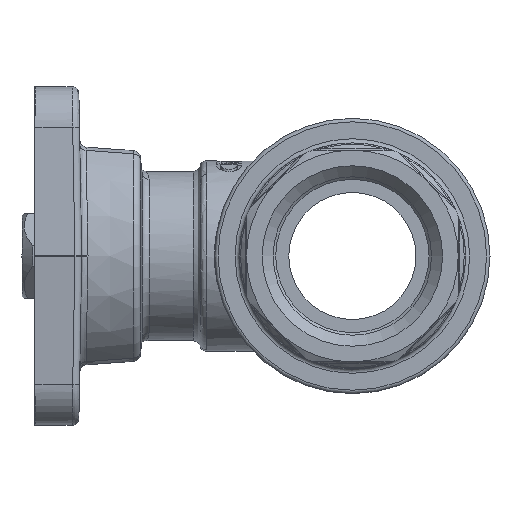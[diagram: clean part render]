
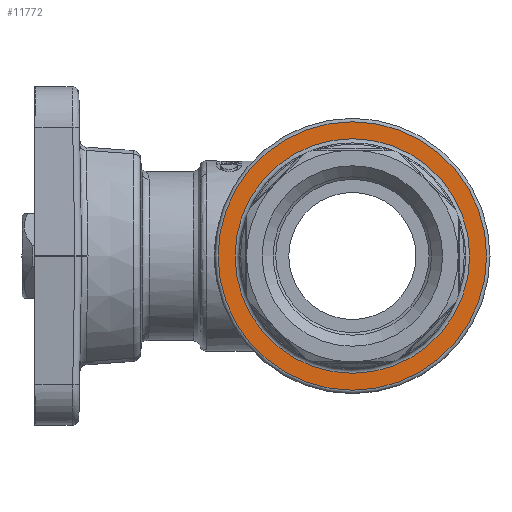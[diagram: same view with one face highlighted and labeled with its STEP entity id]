
A CAD part, left-side view. The second image highlights one B-rep face of the part: STEP entity #11772.
In plain terms, the highlighted planar face has unit normal (-1, 0, 0).
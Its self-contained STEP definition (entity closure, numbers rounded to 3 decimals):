
#1129=FACE_BOUND('',#3061,.T.);
#1362=PLANE('',#13042);
#2307=FACE_OUTER_BOUND('',#3060,.T.);
#3060=EDGE_LOOP('',(#10916));
#3061=EDGE_LOOP('',(#10917));
#4651=CIRCLE('',#13041,15.85);
#4652=CIRCLE('',#13043,13.85);
#5734=VERTEX_POINT('',#27279);
#5735=VERTEX_POINT('',#27283);
#7472=EDGE_CURVE('',#5734,#5734,#4651,.T.);
#7473=EDGE_CURVE('',#5735,#5735,#4652,.T.);
#10916=ORIENTED_EDGE('',*,*,#7472,.F.);
#10917=ORIENTED_EDGE('',*,*,#7473,.F.);
#11772=ADVANCED_FACE('',(#2307,#1129),#1362,.T.);
#13041=AXIS2_PLACEMENT_3D('',#27281,#15849,#15850);
#13042=AXIS2_PLACEMENT_3D('',#27282,#15851,#15852);
#13043=AXIS2_PLACEMENT_3D('',#27284,#15853,#15854);
#15849=DIRECTION('center_axis',(1.,0.,0.));
#15850=DIRECTION('ref_axis',(0.,-1.,0.));
#15851=DIRECTION('center_axis',(-1.,0.,0.));
#15852=DIRECTION('ref_axis',(0.,0.,1.));
#15853=DIRECTION('center_axis',(-1.,0.,0.));
#15854=DIRECTION('ref_axis',(0.,-1.,0.));
#27279=CARTESIAN_POINT('',(0.,0.,
15.85));
#27281=CARTESIAN_POINT('Origin',(0.,0.,0.));
#27282=CARTESIAN_POINT('Origin',(0.,14.8,0.));
#27283=CARTESIAN_POINT('',(0.,0.,
13.85));
#27284=CARTESIAN_POINT('Origin',(0.,0.,0.));
